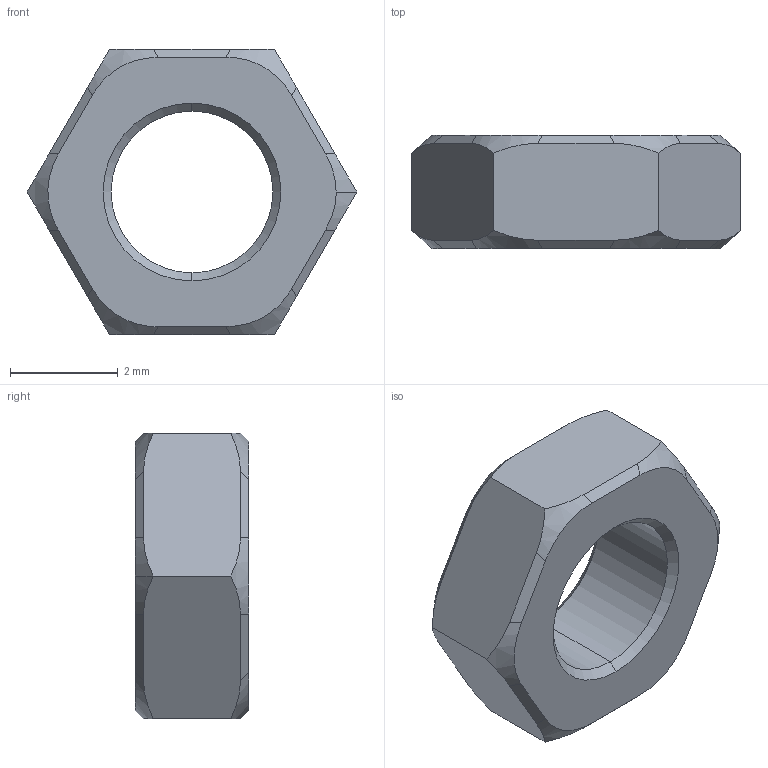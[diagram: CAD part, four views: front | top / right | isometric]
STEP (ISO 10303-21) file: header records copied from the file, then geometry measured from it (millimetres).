
FILE_DESCRIPTION (( 'STEP AP203' ), '1' );
FILE_NAME ('M3 Nut_Predeterminado_sldprt.STEP', '2024-02-29T15:20:06', ( '' ), ( '' ), 'SwSTEP 2.0', 'SolidWorks 2022', '' );
FILE_SCHEMA (( 'CONFIG_CONTROL_DESIGN' ));
Length unit declared in the file: millimetre
Products named in the file (1): M3 Nut_Predeterminado_sldprt
Bounding box: 6.12 x 2.1 x 5.3 mm (x, y, z)
Volume: 35.4 mm3; surface area: 87 mm2
Topology: 1 solids, 1 shells, 41 faces, 110 edges, 71 vertices
Faces by surface type: plane 20, cylinder 17, cone 4
Entity records: 1337 total; most frequent: CARTESIAN_POINT 340, ORIENTED_EDGE 220, DIRECTION 163, EDGE_CURVE 110, VERTEX_POINT 71, LINE 63, VECTOR 63, AXIS2_PLACEMENT_3D 50
